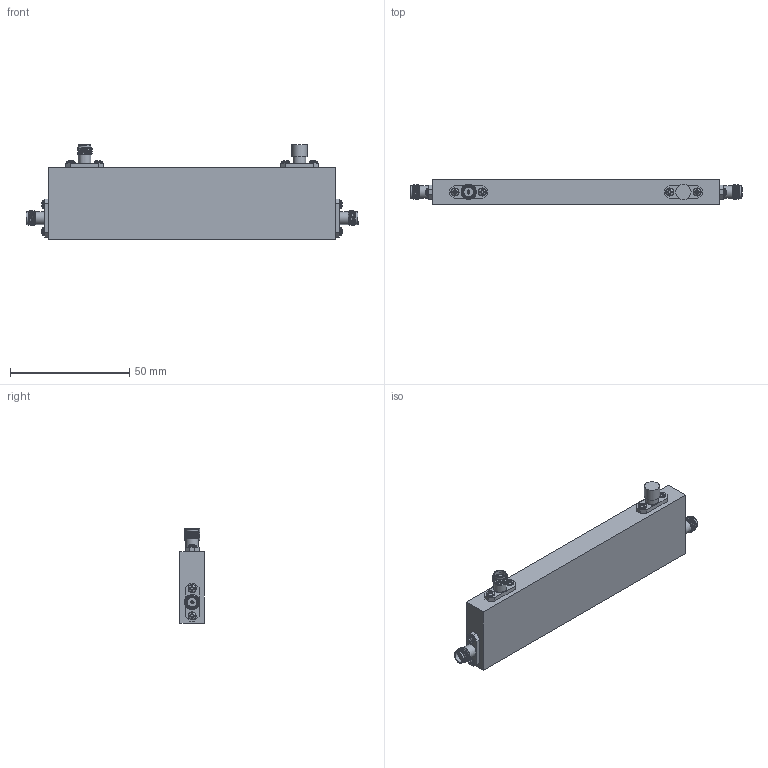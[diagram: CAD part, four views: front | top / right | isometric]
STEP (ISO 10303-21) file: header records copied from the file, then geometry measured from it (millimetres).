
FILE_DESCRIPTION (( 'STEP AP203' ), '1' );
FILE_NAME ('PE2242-10_3D.step', '2022-04-19T15:21:19', ( '' ), ( '' ), 'SwSTEP 2.0', 'SolidWorks 2021', '' );
FILE_SCHEMA (( 'CONFIG_CONTROL_DESIGN' ));
Products named in the file (1): PE2242-10_3D
Bounding box: 139.15 x 10.24 x 39.58 mm (x, y, z)
Volume: 37876.4 mm3; surface area: 11893 mm2
Topology: 1 solids, 18 shells, 730 faces, 1877 edges, 1239 vertices
Faces by surface type: plane 366, cylinder 211, bspline 72, cone 53, torus 20, sphere 8
Full cylindrical faces by diameter (mm): 0.663 x1, 0.775 x1, 0.914 x8, 1.168 x7, 1.854 x8, 3.393 x8, 4.521 x3, 5.08 x4, 5.334 x7, 6.35 x1
Entity records: 39055 total; most frequent: CARTESIAN_POINT 22874, ORIENTED_EDGE 3532, DIRECTION 2937, EDGE_CURVE 1766, VERTEX_POINT 1213, AXIS2_PLACEMENT_3D 1060, EDGE_LOOP 879, LINE 817
